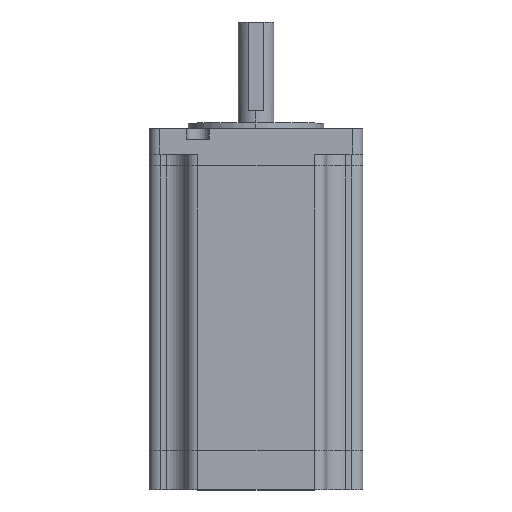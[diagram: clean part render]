
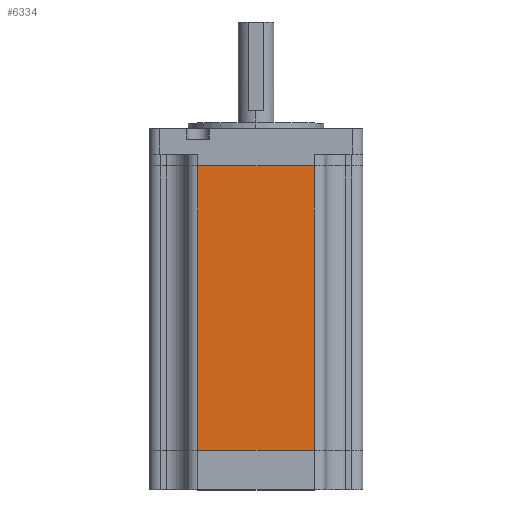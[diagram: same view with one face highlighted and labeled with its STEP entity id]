
A CAD part, top view. The second image highlights one B-rep face of the part: STEP entity #6334.
In plain terms, the highlighted planar face has unit normal (0, 0, 1).
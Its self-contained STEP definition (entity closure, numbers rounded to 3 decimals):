
#232 = VERTEX_POINT ( 'NONE', #8307 ) ;
#640 = ORIENTED_EDGE ( 'NONE', *, *, #8105, .F. ) ;
#670 = CARTESIAN_POINT ( 'NONE',  ( 13.65, 80., 0. ) ) ;
#837 = FACE_OUTER_BOUND ( 'NONE', #5593, .T. ) ;
#1501 = EDGE_CURVE ( 'NONE', #2979, #2991, #1793, .T. ) ;
#1793 = LINE ( 'NONE', #2431, #3728 ) ;
#1840 = DIRECTION ( 'NONE',  ( 1., 0., 0. ) ) ;
#2156 = CARTESIAN_POINT ( 'NONE',  ( 46.35, 80., 0. ) ) ;
#2431 = CARTESIAN_POINT ( 'NONE',  ( 13.65, 80., 0. ) ) ;
#2526 = CARTESIAN_POINT ( 'NONE',  ( 13.65, 0., 0. ) ) ;
#2804 = LINE ( 'NONE', #3010, #3049 ) ;
#2979 = VERTEX_POINT ( 'NONE', #670 ) ;
#2991 = VERTEX_POINT ( 'NONE', #4594 ) ;
#3010 = CARTESIAN_POINT ( 'NONE',  ( 13.65, 80., 0. ) ) ;
#3047 = LINE ( 'NONE', #2526, #5897 ) ;
#3049 = VECTOR ( 'NONE', #4069, 1000. ) ;
#3316 = ORIENTED_EDGE ( 'NONE', *, *, #5027, .F. ) ;
#3450 = DIRECTION ( 'NONE',  ( 0., 0., -1. ) ) ;
#3572 = DIRECTION ( 'NONE',  ( -1., 0., 0. ) ) ;
#3676 = ORIENTED_EDGE ( 'NONE', *, *, #4264, .T. ) ;
#3728 = VECTOR ( 'NONE', #4892, 1000. ) ;
#4069 = DIRECTION ( 'NONE',  ( 1., 0., 0. ) ) ;
#4264 = EDGE_CURVE ( 'NONE', #2991, #232, #3047, .T. ) ;
#4594 = CARTESIAN_POINT ( 'NONE',  ( 13.65, 0., 0. ) ) ;
#4595 = VERTEX_POINT ( 'NONE', #2156 ) ;
#4753 = CARTESIAN_POINT ( 'NONE',  ( 13.65, 80., 0. ) ) ;
#4892 = DIRECTION ( 'NONE',  ( 0., -1., 0. ) ) ;
#5027 = EDGE_CURVE ( 'NONE', #2979, #4595, #2804, .T. ) ;
#5398 = CARTESIAN_POINT ( 'NONE',  ( 46.35, 80., 0. ) ) ;
#5593 = EDGE_LOOP ( 'NONE', ( #3676, #640, #3316, #7906 ) ) ;
#5897 = VECTOR ( 'NONE', #1840, 1000. ) ;
#6023 = VECTOR ( 'NONE', #8023, 1000. ) ;
#6038 = LINE ( 'NONE', #5398, #6023 ) ;
#6334 = ADVANCED_FACE ( 'NONE', ( #837 ), #8121, .F. ) ;
#7906 = ORIENTED_EDGE ( 'NONE', *, *, #1501, .T. ) ;
#8023 = DIRECTION ( 'NONE',  ( 0., -1., 0. ) ) ;
#8105 = EDGE_CURVE ( 'NONE', #4595, #232, #6038, .T. ) ;
#8121 = PLANE ( 'NONE',  #8273 ) ;
#8273 = AXIS2_PLACEMENT_3D ( 'NONE', #4753, #3450, #3572 ) ;
#8307 = CARTESIAN_POINT ( 'NONE',  ( 46.35, 0., 0. ) ) ;
